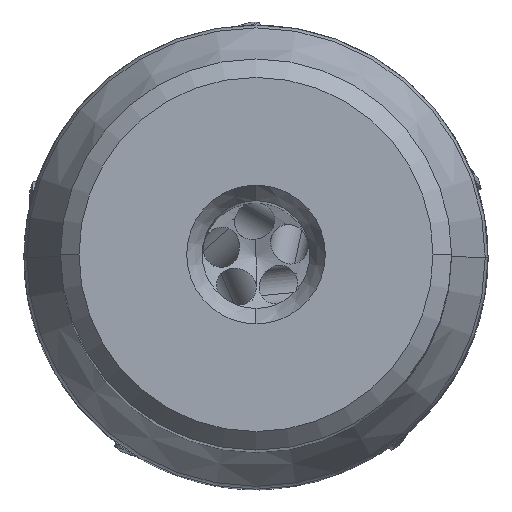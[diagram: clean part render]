
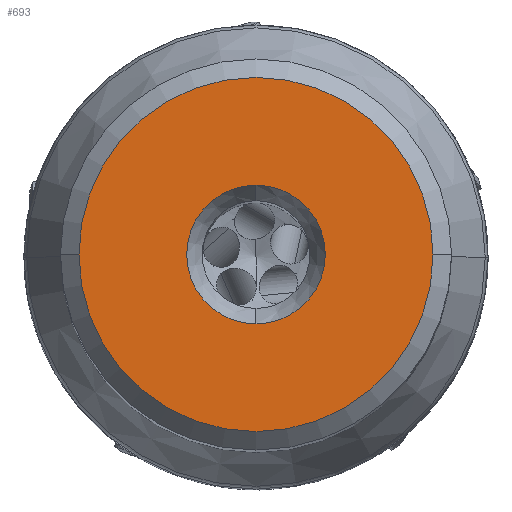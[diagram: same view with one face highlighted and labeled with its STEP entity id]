
A CAD part, top view. The second image highlights one B-rep face of the part: STEP entity #693.
In plain terms, the highlighted planar face has unit normal (0, 0, 1).
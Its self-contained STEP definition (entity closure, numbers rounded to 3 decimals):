
#244=FACE_BOUND('',#1937,.T.);
#245=FACE_BOUND('',#1938,.T.);
#387=PLANE('',#9842);
#693=ADVANCED_FACE('',(#244,#245),#387,.T.);
#1937=EDGE_LOOP('',(#5345,#5346,#5347));
#1938=EDGE_LOOP('',(#5348,#5349));
#2296=CIRCLE('',#9836,4.5);
#2297=CIRCLE('',#9838,11.5);
#2298=CIRCLE('',#9839,11.5);
#2299=CIRCLE('',#9840,11.5);
#2300=CIRCLE('',#9841,4.5);
#5345=ORIENTED_EDGE('',*,*,#8239,.F.);
#5346=ORIENTED_EDGE('',*,*,#8240,.F.);
#5347=ORIENTED_EDGE('',*,*,#8241,.F.);
#5348=ORIENTED_EDGE('',*,*,#8238,.F.);
#5349=ORIENTED_EDGE('',*,*,#8242,.F.);
#7060=VERTEX_POINT('',#20252);
#7061=VERTEX_POINT('',#20254);
#7062=VERTEX_POINT('',#20258);
#7063=VERTEX_POINT('',#20259);
#7064=VERTEX_POINT('',#20261);
#8238=EDGE_CURVE('',#7061,#7060,#2296,.T.);
#8239=EDGE_CURVE('',#7062,#7063,#2297,.T.);
#8240=EDGE_CURVE('',#7064,#7062,#2298,.T.);
#8241=EDGE_CURVE('',#7063,#7064,#2299,.T.);
#8242=EDGE_CURVE('',#7060,#7061,#2300,.T.);
#9836=AXIS2_PLACEMENT_3D('',#20255,#11702,#11703);
#9838=AXIS2_PLACEMENT_3D('',#20257,#11706,#11707);
#9839=AXIS2_PLACEMENT_3D('',#20260,#11708,#11709);
#9840=AXIS2_PLACEMENT_3D('',#20262,#11710,#11711);
#9841=AXIS2_PLACEMENT_3D('',#20263,#11712,#11713);
#9842=AXIS2_PLACEMENT_3D('',#20264,#11714,#11715);
#11702=DIRECTION('',(0.,0.,1.));
#11703=DIRECTION('',(0.,1.,0.));
#11706=DIRECTION('',(0.,0.,-1.));
#11707=DIRECTION('',(-1.,0.,0.));
#11708=DIRECTION('',(0.,0.,-1.));
#11709=DIRECTION('',(0.,-1.,0.));
#11710=DIRECTION('',(0.,0.,-1.));
#11711=DIRECTION('',(1.,0.,0.));
#11712=DIRECTION('',(0.,0.,1.));
#11713=DIRECTION('',(0.,-1.,0.));
#11714=DIRECTION('',(0.,0.,1.));
#11715=DIRECTION('',(-1.,0.,0.));
#20252=CARTESIAN_POINT('',(0.,-4.5,0.));
#20254=CARTESIAN_POINT('',(0.,4.5,0.));
#20255=CARTESIAN_POINT('',(0.,0.,0.));
#20257=CARTESIAN_POINT('',(0.,0.,0.));
#20258=CARTESIAN_POINT('',(-11.5,0.,0.));
#20259=CARTESIAN_POINT('',(11.5,0.,0.));
#20260=CARTESIAN_POINT('',(0.,0.,0.));
#20261=CARTESIAN_POINT('',(0.,-11.5,0.));
#20262=CARTESIAN_POINT('',(0.,0.,0.));
#20263=CARTESIAN_POINT('',(0.,0.,0.));
#20264=CARTESIAN_POINT('',(0.,0.001,0.));
